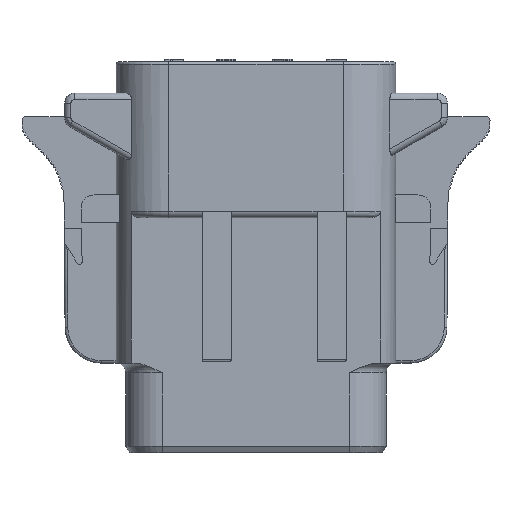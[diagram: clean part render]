
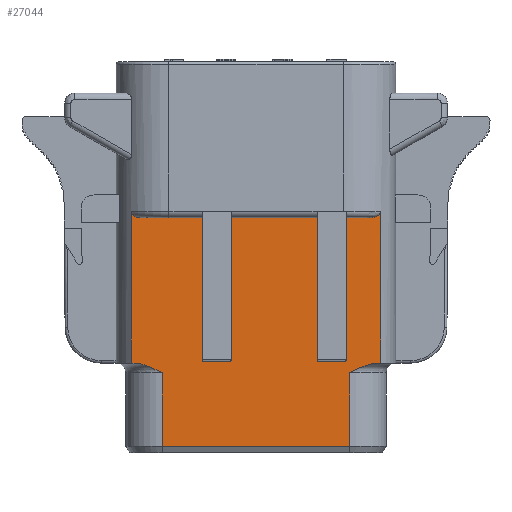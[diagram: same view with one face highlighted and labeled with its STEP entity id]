
A CAD part, left-side view. The second image highlights one B-rep face of the part: STEP entity #27044.
In plain terms, the highlighted planar face has unit normal (-1, 0, 0).
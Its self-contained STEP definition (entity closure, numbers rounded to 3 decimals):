
#6099=CARTESIAN_POINT('',(-6.425,-6.8,7.15));
#6100=DIRECTION('',(1.,0.,0.));
#6101=DIRECTION('',(0.,-1.,0.));
#6102=AXIS2_PLACEMENT_3D('',#6099,#6100,#6101);
#6140=CARTESIAN_POINT('',(-6.425,-4.85,7.15));
#6141=DIRECTION('',(1.,0.,0.));
#6142=DIRECTION('',(0.,0.,-1.));
#6143=AXIS2_PLACEMENT_3D('',#6140,#6141,#6142);
#6153=DIRECTION('',(0.,0.,-1.));
#6154=VECTOR('',#6153,10.95);
#6155=CARTESIAN_POINT('',(-6.425,-4.7,18.1));
#6156=LINE('',#6155,#6154);
#6157=DIRECTION('',(0.,1.,0.));
#6158=VECTOR('',#6157,1.95);
#6159=CARTESIAN_POINT('',(-6.425,-6.8,7.));
#6160=LINE('',#6159,#6158);
#6161=DIRECTION('',(0.,0.,-1.));
#6162=VECTOR('',#6161,10.95);
#6163=CARTESIAN_POINT('',(-6.425,-6.95,18.1));
#6164=LINE('',#6163,#6162);
#6165=DIRECTION('',(0.,1.,0.));
#6166=VECTOR('',#6165,1.9);
#6167=CARTESIAN_POINT('',(-6.425,-8.85,18.1));
#6168=LINE('',#6167,#6166);
#6169=DIRECTION('',(0.,0.,-1.));
#6170=VECTOR('',#6169,11.7);
#6171=CARTESIAN_POINT('',(-6.425,-9.602,18.6));
#6172=LINE('',#6171,#6170);
#6173=DIRECTION('',(0.,0.,-1.));
#6174=VECTOR('',#6173,5.65);
#6175=CARTESIAN_POINT('',(-6.425,-7.2,6.15));
#6176=LINE('',#6175,#6174);
#6177=DIRECTION('',(0.,1.,0.));
#6178=VECTOR('',#6177,14.4);
#6179=CARTESIAN_POINT('',(-6.425,-7.2,
0.5));
#6180=LINE('',#6179,#6178);
#6181=DIRECTION('',(0.,0.,-1.));
#6182=VECTOR('',#6181,5.65);
#6183=CARTESIAN_POINT('',(-6.425,7.2,6.15));
#6184=LINE('',#6183,#6182);
#6185=DIRECTION('',(0.,0.,1.));
#6186=VECTOR('',#6185,11.7);
#6187=CARTESIAN_POINT('',(-6.425,9.602,6.9));
#6188=LINE('',#6187,#6186);
#6189=DIRECTION('',(0.,1.,0.));
#6190=VECTOR('',#6189,4.7);
#6191=CARTESIAN_POINT('',(-6.425,4.15,18.1));
#6192=LINE('',#6191,#6190);
#6193=DIRECTION('',(0.,0.,-1.));
#6194=VECTOR('',#6193,10.95);
#6195=CARTESIAN_POINT('',(-6.425,4.15,18.1));
#6196=LINE('',#6195,#6194);
#6197=DIRECTION('',(0.,1.,0.));
#6198=VECTOR('',#6197,1.95);
#6199=CARTESIAN_POINT('',(-6.425,2.05,7.));
#6200=LINE('',#6199,#6198);
#6201=DIRECTION('',(0.,0.,-1.));
#6202=VECTOR('',#6201,10.95);
#6203=CARTESIAN_POINT('',(-6.425,1.9,18.1));
#6204=LINE('',#6203,#6202);
#6205=DIRECTION('',(0.,1.,0.));
#6206=VECTOR('',#6205,6.6);
#6207=CARTESIAN_POINT('',(-6.425,-4.7,18.1));
#6208=LINE('',#6207,#6206);
#6256=CARTESIAN_POINT('',(-6.425,2.05,7.15));
#6257=DIRECTION('',(1.,0.,0.));
#6258=DIRECTION('',(0.,-1.,0.));
#6259=AXIS2_PLACEMENT_3D('',#6256,#6257,#6258);
#6286=CARTESIAN_POINT('',(-6.425,4.,7.15));
#6287=DIRECTION('',(1.,0.,0.));
#6288=DIRECTION('',(0.,0.,-1.));
#6289=AXIS2_PLACEMENT_3D('',#6286,#6287,#6288);
#6311=CARTESIAN_POINT('',(-6.425,8.85,18.1));
#6312=CARTESIAN_POINT('',(-6.425,8.926,18.1));
#6313=CARTESIAN_POINT('',(-6.425,9.068,18.112));
#6314=CARTESIAN_POINT('',(-6.425,9.255,18.165));
#6315=CARTESIAN_POINT('',(-6.425,9.406,18.246));
#6316=CARTESIAN_POINT('',(-6.425,9.52,18.352));
#6317=CARTESIAN_POINT('',(-6.425,9.588,18.476));
#6318=CARTESIAN_POINT('',(-6.425,9.602,18.558));
#6319=CARTESIAN_POINT('',(-6.425,9.602,18.6));
#6332=CARTESIAN_POINT('',(-6.425,-9.602,18.6));
#6333=CARTESIAN_POINT('',(-6.425,-9.602,18.558));
#6334=CARTESIAN_POINT('',(-6.425,-9.588,18.476));
#6335=CARTESIAN_POINT('',(-6.425,-9.519,18.352));
#6336=CARTESIAN_POINT('',(-6.425,-9.406,18.246));
#6337=CARTESIAN_POINT('',(-6.425,-9.254,18.165));
#6338=CARTESIAN_POINT('',(-6.425,-9.068,18.112));
#6339=CARTESIAN_POINT('',(-6.425,-8.926,18.1));
#6340=CARTESIAN_POINT('',(-6.425,-8.85,18.1));
#6354=DIRECTION('',(0.,1.,0.));
#6355=VECTOR('',#6354,0.211);
#6356=CARTESIAN_POINT('',(-6.425,-9.602,6.9));
#6357=LINE('',#6356,#6355);
#6368=DIRECTION('',(0.,1.,0.));
#6369=VECTOR('',#6368,0.211);
#6370=CARTESIAN_POINT('',(-6.425,9.391,6.9));
#6371=LINE('',#6370,#6369);
#7501=CARTESIAN_POINT('',(-6.425,7.2,6.15));
#7502=CARTESIAN_POINT('',(-6.425,7.295,6.199));
#7503=CARTESIAN_POINT('',(-6.425,7.485,6.297));
#7504=CARTESIAN_POINT('',(-6.425,7.776,6.442));
#7505=CARTESIAN_POINT('',(-6.425,8.072,6.577));
#7506=CARTESIAN_POINT('',(-6.425,8.369,6.696));
#7507=CARTESIAN_POINT('',(-6.425,8.669,6.795));
#7508=CARTESIAN_POINT('',(-6.425,8.995,6.872));
#7509=CARTESIAN_POINT('',(-6.425,9.253,6.9));
#7510=CARTESIAN_POINT('',(-6.425,9.391,6.9));
#7596=CARTESIAN_POINT('',(-6.425,-9.391,6.9));
#7597=CARTESIAN_POINT('',(-6.425,-9.253,6.9));
#7598=CARTESIAN_POINT('',(-6.425,-8.994,6.872));
#7599=CARTESIAN_POINT('',(-6.425,-8.666,6.794));
#7600=CARTESIAN_POINT('',(-6.425,-8.366,6.695));
#7601=CARTESIAN_POINT('',(-6.425,-8.069,6.576));
#7602=CARTESIAN_POINT('',(-6.425,-7.774,6.441));
#7603=CARTESIAN_POINT('',(-6.425,-7.484,6.296));
#7604=CARTESIAN_POINT('',(-6.425,-7.295,6.199));
#7605=CARTESIAN_POINT('',(-6.425,-7.2,6.15));
#15941=CARTESIAN_POINT('',(-6.425,-7.2,0.5));
#15942=VERTEX_POINT('',#15941);
#15945=CARTESIAN_POINT('',(-6.425,7.2,
0.5));
#15946=VERTEX_POINT('',#15945);
#16418=CARTESIAN_POINT('',(-6.425,-9.602,6.9));
#16419=CARTESIAN_POINT('',(-6.425,-9.391,6.9));
#16420=VERTEX_POINT('',#16418);
#16421=VERTEX_POINT('',#16419);
#16422=CARTESIAN_POINT('',(-6.425,9.391,6.9));
#16423=CARTESIAN_POINT('',(-6.425,9.602,6.9));
#16424=VERTEX_POINT('',#16422);
#16425=VERTEX_POINT('',#16423);
#16436=VERTEX_POINT('',#7501);
#16437=VERTEX_POINT('',#7605);
#16462=CARTESIAN_POINT('',(-6.425,9.602,18.6));
#16464=VERTEX_POINT('',#16462);
#16466=CARTESIAN_POINT('',(-6.425,8.85,18.1));
#16468=VERTEX_POINT('',#16466);
#16470=VERTEX_POINT('',#6332);
#16471=VERTEX_POINT('',#6340);
#16529=CARTESIAN_POINT('',(-6.425,1.9,18.1));
#16531=VERTEX_POINT('',#16529);
#16533=CARTESIAN_POINT('',(-6.425,4.15,18.1));
#16535=VERTEX_POINT('',#16533);
#16537=CARTESIAN_POINT('',(-6.425,-6.95,18.1));
#16539=VERTEX_POINT('',#16537);
#16541=CARTESIAN_POINT('',(-6.425,-4.7,18.1));
#16543=VERTEX_POINT('',#16541);
#19631=CARTESIAN_POINT('',(-6.425,-4.7,7.15));
#19633=VERTEX_POINT('',#19631);
#19635=CARTESIAN_POINT('',(-6.425,-4.85,7.));
#19637=VERTEX_POINT('',#19635);
#19642=CARTESIAN_POINT('',(-6.425,-6.8,7.));
#19643=VERTEX_POINT('',#19642);
#19644=CARTESIAN_POINT('',(-6.425,-6.95,7.15));
#19645=VERTEX_POINT('',#19644);
#19647=CARTESIAN_POINT('',(-6.425,4.15,7.15));
#19649=VERTEX_POINT('',#19647);
#19651=CARTESIAN_POINT('',(-6.425,4.,7.));
#19653=VERTEX_POINT('',#19651);
#19658=CARTESIAN_POINT('',(-6.425,2.05,7.));
#19659=VERTEX_POINT('',#19658);
#19660=CARTESIAN_POINT('',(-6.425,1.9,7.15));
#19661=VERTEX_POINT('',#19660);
#26997=CARTESIAN_POINT('',(-6.425,10.025,0.));
#26998=DIRECTION('',(1.,0.,0.));
#26999=DIRECTION('',(0.,-1.,0.));
#27000=AXIS2_PLACEMENT_3D('',#26997,#26998,#26999);
#27001=PLANE('',#27000);
#27002=ORIENTED_EDGE('',*,*,#26985,.T.);
#27003=ORIENTED_EDGE('',*,*,#26974,.F.);
#27004=ORIENTED_EDGE('',*,*,#26927,.F.);
#27005=ORIENTED_EDGE('',*,*,#26912,.F.);
#27006=ORIENTED_EDGE('',*,*,#26897,.F.);
#27008=ORIENTED_EDGE('',*,*,#27007,.F.);
#27010=ORIENTED_EDGE('',*,*,#27009,.F.);
#27011=ORIENTED_EDGE('',*,*,#24802,.T.);
#27013=ORIENTED_EDGE('',*,*,#27012,.T.);
#27015=ORIENTED_EDGE('',*,*,#27014,.T.);
#27017=ORIENTED_EDGE('',*,*,#27016,.T.);
#27019=ORIENTED_EDGE('',*,*,#27018,.T.);
#27021=ORIENTED_EDGE('',*,*,#27020,.F.);
#27023=ORIENTED_EDGE('',*,*,#27022,.T.);
#27025=ORIENTED_EDGE('',*,*,#27024,.T.);
#27026=ORIENTED_EDGE('',*,*,#26514,.T.);
#27028=ORIENTED_EDGE('',*,*,#27027,.F.);
#27030=ORIENTED_EDGE('',*,*,#27029,.F.);
#27032=ORIENTED_EDGE('',*,*,#27031,.T.);
#27034=ORIENTED_EDGE('',*,*,#27033,.F.);
#27035=ORIENTED_EDGE('',*,*,#26943,.F.);
#27037=ORIENTED_EDGE('',*,*,#27036,.F.);
#27039=ORIENTED_EDGE('',*,*,#27038,.F.);
#27041=ORIENTED_EDGE('',*,*,#27040,.F.);
#27042=EDGE_LOOP('',(#27002,#27003,#27004,#27005,#27006,#27008,#27010,#27011,
#27013,#27015,#27017,#27019,#27021,#27023,#27025,#27026,#27028,#27030,#27032,
#27034,#27035,#27037,#27039,#27041));
#27043=FACE_OUTER_BOUND('',#27042,.F.);
#27044=ADVANCED_FACE('',(#27043),#27001,.F.);
#6103=CIRCLE('',#6102,0.15);
#6144=CIRCLE('',#6143,0.15);
#6260=CIRCLE('',#6259,0.15);
#6290=CIRCLE('',#6289,0.15);
#6320=B_SPLINE_CURVE_WITH_KNOTS('',3,(#6311,#6312,#6313,#6314,#6315,#6316,#6317,
#6318,#6319),.UNSPECIFIED.,.F.,.F.,(4,1,1,1,1,1,4),(0.,0.167,
0.333,0.5,0.667,0.833,1.),
.UNSPECIFIED.);
#6341=B_SPLINE_CURVE_WITH_KNOTS('',3,(#6332,#6333,#6334,#6335,#6336,#6337,#6338,
#6339,#6340),.UNSPECIFIED.,.F.,.F.,(4,1,1,1,1,1,4),(0.,0.167,
0.333,0.5,0.667,0.833,1.),
.UNSPECIFIED.);
#7511=B_SPLINE_CURVE_WITH_KNOTS('',3,(#7501,#7502,#7503,#7504,#7505,#7506,#7507,
#7508,#7509,#7510),.UNSPECIFIED.,.F.,.F.,(4,1,1,1,1,1,1,4),(0.,
0.143,0.286,0.429,0.571,
0.714,0.857,1.),.UNSPECIFIED.);
#7606=B_SPLINE_CURVE_WITH_KNOTS('',3,(#7596,#7597,#7598,#7599,#7600,#7601,#7602,
#7603,#7604,#7605),.UNSPECIFIED.,.F.,.F.,(4,1,1,1,1,1,1,4),(0.,
0.143,0.286,0.429,0.571,
0.714,0.857,1.),.UNSPECIFIED.);
#24802=EDGE_CURVE('',#16470,#16420,#6172,.T.);
#26514=EDGE_CURVE('',#16425,#16464,#6188,.T.);
#26897=EDGE_CURVE('',#16539,#19645,#6164,.T.);
#26912=EDGE_CURVE('',#19645,#19643,#6103,.T.);
#26927=EDGE_CURVE('',#19643,#19637,#6160,.T.);
#26943=EDGE_CURVE('',#19659,#19653,#6200,.T.);
#26974=EDGE_CURVE('',#19637,#19633,#6144,.T.);
#26985=EDGE_CURVE('',#16543,#19633,#6156,.T.);
#27007=EDGE_CURVE('',#16471,#16539,#6168,.T.);
#27009=EDGE_CURVE('',#16470,#16471,#6341,.T.);
#27012=EDGE_CURVE('',#16420,#16421,#6357,.T.);
#27014=EDGE_CURVE('',#16421,#16437,#7606,.T.);
#27016=EDGE_CURVE('',#16437,#15942,#6176,.T.);
#27018=EDGE_CURVE('',#15942,#15946,#6180,.T.);
#27020=EDGE_CURVE('',#16436,#15946,#6184,.T.);
#27022=EDGE_CURVE('',#16436,#16424,#7511,.T.);
#27024=EDGE_CURVE('',#16424,#16425,#6371,.T.);
#27027=EDGE_CURVE('',#16468,#16464,#6320,.T.);
#27029=EDGE_CURVE('',#16535,#16468,#6192,.T.);
#27031=EDGE_CURVE('',#16535,#19649,#6196,.T.);
#27033=EDGE_CURVE('',#19653,#19649,#6290,.T.);
#27036=EDGE_CURVE('',#19661,#19659,#6260,.T.);
#27038=EDGE_CURVE('',#16531,#19661,#6204,.T.);
#27040=EDGE_CURVE('',#16543,#16531,#6208,.T.);
